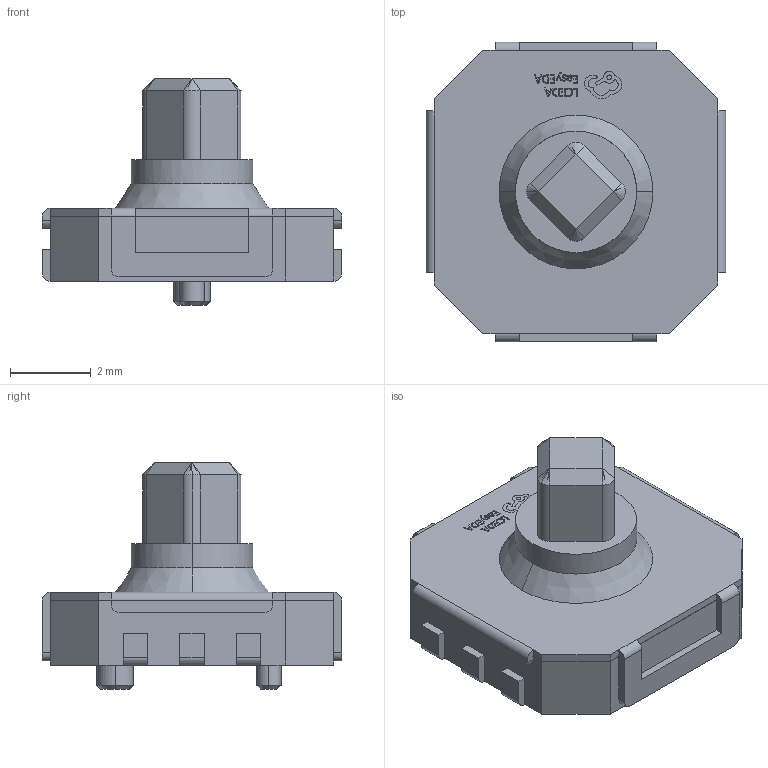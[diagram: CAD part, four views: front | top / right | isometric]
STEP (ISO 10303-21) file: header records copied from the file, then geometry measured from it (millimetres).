
FILE_DESCRIPTION (( 'STEP AP214' ), '1' );
FILE_NAME ('SW-SMD_6P-L7.0-W7.0-P1.40-LS7.4.step', '2022-07-26T14:50:42', ( '' ), ( '' ), 'SwSTEP 2.0', 'SolidWorks 2020', '' );
FILE_SCHEMA (( 'AUTOMOTIVE_DESIGN' ));
Length unit declared in the file: millimetre
Products named in the file (1): SW-SMD_6P-L7.0-W7.0-P1.40-LS7.4
Bounding box: 7.4 x 7.4 x 5.6 mm (x, y, z)
Volume: 102.7 mm3; surface area: 285.6 mm2
Topology: 15 solids, 15 shells, 432 faces, 1146 edges, 746 vertices
Faces by surface type: plane 278, bspline 112, cylinder 31, cone 11
Entity records: 18738 total; most frequent: CARTESIAN_POINT 4458, ORIENTED_EDGE 2282, DIRECTION 1619, EDGE_CURVE 1141, VECTOR 845, LINE 845, VERTEX_POINT 746, EDGE_LOOP 455
